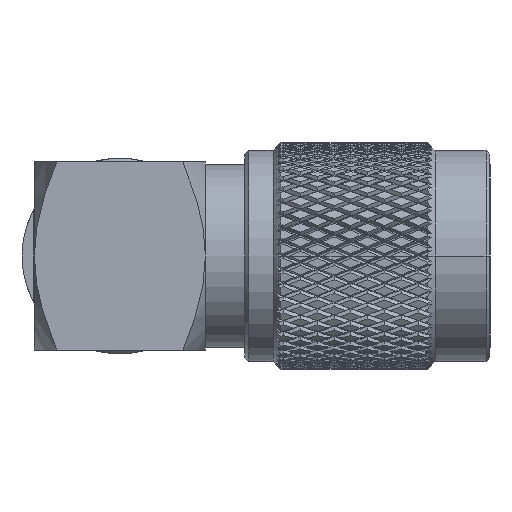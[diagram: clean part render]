
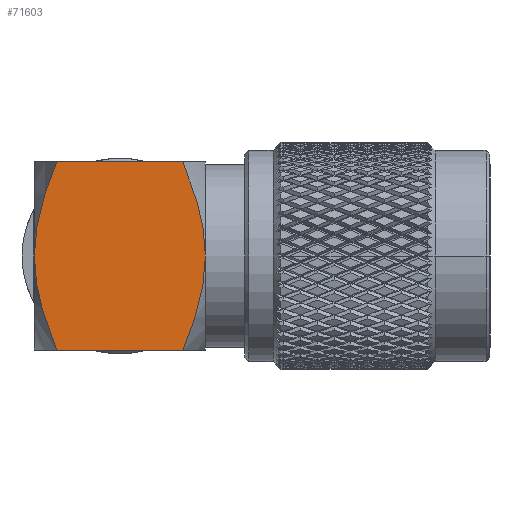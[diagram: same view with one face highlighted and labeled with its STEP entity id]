
A CAD part, left-side view. The second image highlights one B-rep face of the part: STEP entity #71603.
In plain terms, the highlighted face is planar.
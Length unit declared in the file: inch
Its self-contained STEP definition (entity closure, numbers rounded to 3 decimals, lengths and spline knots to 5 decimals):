
#396 = CARTESIAN_POINT ( 'NONE',  ( 0.2375, -0.18777, -0.16082 ) ) ;
#775 = CARTESIAN_POINT ( 'NONE',  ( 0.2375, 0.18777, -0.16082 ) ) ;
#4428 = CARTESIAN_POINT ( 'NONE',  ( 0.2375, -0.215, 0.2375 ) ) ;
#6582 = DIRECTION ( 'NONE',  ( 0., 1., 0. ) ) ;
#7074 = CARTESIAN_POINT ( 'NONE',  ( 0.2375, 0.17332, 0.19935 ) ) ;
#8404 = EDGE_CURVE ( 'NONE', #94619, #29624, #99564, .T. ) ;
#8775 = AXIS2_PLACEMENT_3D ( 'NONE', #4428, #78246, #107627 ) ;
#8924 = CARTESIAN_POINT ( 'NONE',  ( 0.2375, 0.20757, -0.08164 ) ) ;
#9088 = CARTESIAN_POINT ( 'NONE',  ( 0.2375, 0.20861, 0.0814 ) ) ;
#9199 = CARTESIAN_POINT ( 'NONE',  ( 0.2375, 0.1582, -0.2375 ) ) ;
#9606 = CARTESIAN_POINT ( 'NONE',  ( 0.2375, 0.215, 0. ) ) ;
#10502 = DIRECTION ( 'NONE',  ( 0., 1., 0. ) ) ;
#12327 = CARTESIAN_POINT ( 'NONE',  ( 0.2375, -0.16595, 0.21852 ) ) ;
#14643 = PLANE ( 'NONE',  #8775 ) ;
#18029 = CARTESIAN_POINT ( 'NONE',  ( 0.2375, 0.1582, 0.2375 ) ) ;
#19387 = CARTESIAN_POINT ( 'NONE',  ( 0.2375, 0.19305, 0.14075 ) ) ;
#27045 = VECTOR ( 'NONE', #6582, 39.37008 ) ;
#29624 = VERTEX_POINT ( 'NONE', #68168 ) ;
#30167 = CARTESIAN_POINT ( 'NONE',  ( 0.2375, -0.18689, 0.16042 ) ) ;
#30477 = CARTESIAN_POINT ( 'NONE',  ( 0.2375, 0.215, 0. ) ) ;
#31137 = CARTESIAN_POINT ( 'NONE',  ( 0.2375, -0.21342, -0.04115 ) ) ;
#34938 = VERTEX_POINT ( 'NONE', #98265 ) ;
#36173 = ORIENTED_EDGE ( 'NONE', *, *, #134804, .F. ) ;
#37385 = ORIENTED_EDGE ( 'NONE', *, *, #62040, .F. ) ;
#38529 = CARTESIAN_POINT ( 'NONE',  ( 0.2375, 0.215, 0. ) ) ;
#40414 = CARTESIAN_POINT ( 'NONE',  ( 0.2375, -0.20861, 0.0814 ) ) ;
#45093 = CARTESIAN_POINT ( 'NONE',  ( 0.2375, -0.1582, 0.2375 ) ) ;
#49998 = CARTESIAN_POINT ( 'NONE',  ( 0.2375, 0.17368, -0.19958 ) ) ;
#51361 = CARTESIAN_POINT ( 'NONE',  ( 0.2375, 0.20333, -0.1016 ) ) ;
#52046 = CARTESIAN_POINT ( 'NONE',  ( 0.2375, 0.21342, -0.04116 ) ) ;
#53008 = CARTESIAN_POINT ( 'NONE',  ( 0.2375, -0.20757, -0.08164 ) ) ;
#56734 = CARTESIAN_POINT ( 'NONE',  ( 0.2375, -0.1582, -0.2375 ) ) ;
#59623 = ORIENTED_EDGE ( 'NONE', *, *, #91260, .T. ) ;
#60952 = CARTESIAN_POINT ( 'NONE',  ( 0.2375, 0.215, -0.02043 ) ) ;
#62040 = EDGE_CURVE ( 'NONE', #34938, #94619, #81618, .T. ) ;
#68168 = CARTESIAN_POINT ( 'NONE',  ( 0.2375, 0.1582, 0.2375 ) ) ;
#69772 = B_SPLINE_CURVE_WITH_KNOTS ( 'NONE', 3,
 ( #9606, #60952, #52046, #8924, #51361, #775, #49998, #125165 ),
 .UNSPECIFIED., .F., .F.,
 ( 4, 2, 2, 4 ),
 ( 0.02191, 0.02345, 0.02499, 0.02808 ),
 .UNSPECIFIED. ) ;
#71603 = ADVANCED_FACE ( 'NONE', ( #128183 ), #14643, .F. ) ;
#71888 = CARTESIAN_POINT ( 'NONE',  ( 0.2375, -0.17332, 0.19934 ) ) ;
#73467 = CARTESIAN_POINT ( 'NONE',  ( 0.2375, -0.215, -0.2375 ) ) ;
#74400 = EDGE_CURVE ( 'NONE', #29624, #94736, #118242, .T. ) ;
#78246 = DIRECTION ( 'NONE',  ( -1., 0., 0. ) ) ;
#80248 = CARTESIAN_POINT ( 'NONE',  ( 0.2375, 0.215, 0.04121 ) ) ;
#80929 = CARTESIAN_POINT ( 'NONE',  ( 0.2375, 0.18689, 0.16043 ) ) ;
#81618 = B_SPLINE_CURVE_WITH_KNOTS ( 'NONE', 3,
 ( #134101, #92400, #40414, #123825, #30167, #71888, #12327, #106671 ),
 .UNSPECIFIED., .F., .F.,
 ( 4, 2, 2, 4 ),
 ( 0.01295, 0.0161, 0.01767, 0.01924 ),
 .UNSPECIFIED. ) ;
#83103 = CARTESIAN_POINT ( 'NONE',  ( 0.2375, -0.17368, -0.19958 ) ) ;
#83569 = VERTEX_POINT ( 'NONE', #56734 ) ;
#84471 = CARTESIAN_POINT ( 'NONE',  ( 0.2375, -0.215, 0. ) ) ;
#88837 = VECTOR ( 'NONE', #10502, 39.37008 ) ;
#90046 = CARTESIAN_POINT ( 'NONE',  ( 0.2375, -0.215, 0.2375 ) ) ;
#91260 = EDGE_CURVE ( 'NONE', #83569, #125954, #95936, .T. ) ;
#92400 = CARTESIAN_POINT ( 'NONE',  ( 0.2375, -0.215, 0.0412 ) ) ;
#94619 = VERTEX_POINT ( 'NONE', #45093 ) ;
#94671 = CARTESIAN_POINT ( 'NONE',  ( 0.2375, -0.1582, -0.2375 ) ) ;
#94736 = VERTEX_POINT ( 'NONE', #30477 ) ;
#95936 = LINE ( 'NONE', #73467, #88837 ) ;
#98265 = CARTESIAN_POINT ( 'NONE',  ( 0.2375, -0.215, 0. ) ) ;
#99564 = LINE ( 'NONE', #90046, #27045 ) ;
#105259 = EDGE_LOOP ( 'NONE', ( #114301, #119360, #37385, #36173, #59623, #122437 ) ) ;
#106671 = CARTESIAN_POINT ( 'NONE',  ( 0.2375, -0.1582, 0.2375 ) ) ;
#107627 = DIRECTION ( 'NONE',  ( 0., 0., 1. ) ) ;
#111188 = B_SPLINE_CURVE_WITH_KNOTS ( 'NONE', 3,
 ( #94671, #83103, #396, #134376, #53008, #31137, #124105, #84471 ),
 .UNSPECIFIED., .F., .F.,
 ( 4, 2, 2, 4 ),
 ( 0.00672, 0.00983, 0.01139, 0.01295 ),
 .UNSPECIFIED. ) ;
#113014 = CARTESIAN_POINT ( 'NONE',  ( 0.2375, 0.16595, 0.21852 ) ) ;
#114301 = ORIENTED_EDGE ( 'NONE', *, *, #74400, .F. ) ;
#118242 = B_SPLINE_CURVE_WITH_KNOTS ( 'NONE', 3,
 ( #18029, #113014, #7074, #80929, #19387, #9088, #80248, #38529 ),
 .UNSPECIFIED., .F., .F.,
 ( 4, 2, 2, 4 ),
 ( 0.01567, 0.01723, 0.01879, 0.02191 ),
 .UNSPECIFIED. ) ;
#119360 = ORIENTED_EDGE ( 'NONE', *, *, #8404, .F. ) ;
#122437 = ORIENTED_EDGE ( 'NONE', *, *, #129715, .F. ) ;
#123825 = CARTESIAN_POINT ( 'NONE',  ( 0.2375, -0.19306, 0.14074 ) ) ;
#124105 = CARTESIAN_POINT ( 'NONE',  ( 0.2375, -0.215, -0.02042 ) ) ;
#125165 = CARTESIAN_POINT ( 'NONE',  ( 0.2375, 0.1582, -0.2375 ) ) ;
#125954 = VERTEX_POINT ( 'NONE', #9199 ) ;
#128183 = FACE_OUTER_BOUND ( 'NONE', #105259, .T. ) ;
#129715 = EDGE_CURVE ( 'NONE', #94736, #125954, #69772, .T. ) ;
#134101 = CARTESIAN_POINT ( 'NONE',  ( 0.2375, -0.215, 0. ) ) ;
#134376 = CARTESIAN_POINT ( 'NONE',  ( 0.2375, -0.20333, -0.1016 ) ) ;
#134804 = EDGE_CURVE ( 'NONE', #83569, #34938, #111188, .T. ) ;
